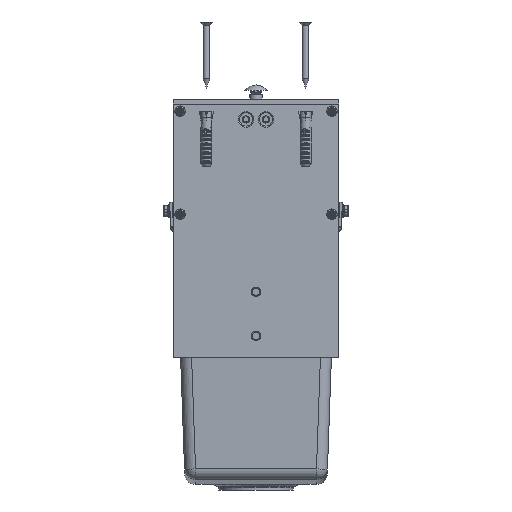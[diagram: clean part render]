
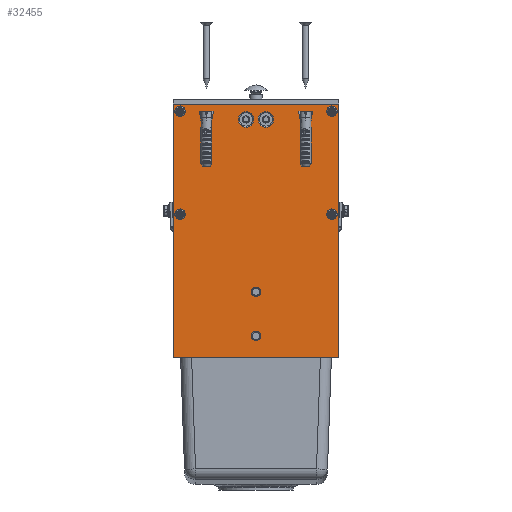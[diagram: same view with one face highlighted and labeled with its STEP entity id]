
A CAD part, front view. The second image highlights one B-rep face of the part: STEP entity #32455.
In plain terms, the highlighted planar face has unit normal (0, 1, 0).
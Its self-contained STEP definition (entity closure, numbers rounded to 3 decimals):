
#2818=LINE('',#61450,#5438);
#2866=LINE('',#61635,#5486);
#2868=LINE('',#61647,#5488);
#2869=LINE('',#61648,#5489);
#5438=VECTOR('',#42832,1000.);
#5486=VECTOR('',#42980,1000.);
#5488=VECTOR('',#42992,1000.);
#5489=VECTOR('',#42993,1000.);
#7613=PLANE('',#35172);
#14723=ORIENTED_EDGE('',*,*,#19938,.F.);
#14724=ORIENTED_EDGE('',*,*,#19940,.F.);
#14725=ORIENTED_EDGE('',*,*,#19944,.F.);
#14726=ORIENTED_EDGE('',*,*,#19942,.F.);
#14727=ORIENTED_EDGE('',*,*,#20037,.F.);
#14728=ORIENTED_EDGE('',*,*,#20038,.F.);
#14729=ORIENTED_EDGE('',*,*,#20039,.F.);
#14730=ORIENTED_EDGE('',*,*,#20040,.F.);
#14731=ORIENTED_EDGE('',*,*,#20041,.F.);
#14732=ORIENTED_EDGE('',*,*,#20035,.F.);
#14733=ORIENTED_EDGE('',*,*,#20042,.T.);
#14734=ORIENTED_EDGE('',*,*,#19955,.T.);
#19938=EDGE_CURVE('',#23766,#23766,#25113,.T.);
#19940=EDGE_CURVE('',#23768,#23768,#25115,.T.);
#19942=EDGE_CURVE('',#23770,#23770,#25117,.T.);
#19944=EDGE_CURVE('',#23772,#23772,#25119,.T.);
#19955=EDGE_CURVE('',#23784,#23782,#2818,.T.);
#20035=EDGE_CURVE('',#23846,#23847,#2866,.T.);
#20037=EDGE_CURVE('',#23848,#23848,#25153,.T.);
#20038=EDGE_CURVE('',#23849,#23849,#25154,.T.);
#20039=EDGE_CURVE('',#23850,#23850,#25155,.T.);
#20040=EDGE_CURVE('',#23851,#23851,#25156,.T.);
#20041=EDGE_CURVE('',#23847,#23782,#2868,.T.);
#20042=EDGE_CURVE('',#23846,#23784,#2869,.T.);
#23766=VERTEX_POINT('',#61406);
#23768=VERTEX_POINT('',#61411);
#23770=VERTEX_POINT('',#61416);
#23772=VERTEX_POINT('',#61421);
#23782=VERTEX_POINT('',#61448);
#23784=VERTEX_POINT('',#61451);
#23846=VERTEX_POINT('',#61634);
#23847=VERTEX_POINT('',#61636);
#23848=VERTEX_POINT('',#61640);
#23849=VERTEX_POINT('',#61642);
#23850=VERTEX_POINT('',#61644);
#23851=VERTEX_POINT('',#61646);
#25113=CIRCLE('',#35096,7.);
#25115=CIRCLE('',#35099,7.);
#25117=CIRCLE('',#35102,4.324);
#25119=CIRCLE('',#35105,4.324);
#25153=CIRCLE('',#35173,2.75);
#25154=CIRCLE('',#35174,2.75);
#25155=CIRCLE('',#35175,2.75);
#25156=CIRCLE('',#35176,2.75);
#26853=EDGE_LOOP('',(#14723));
#26854=EDGE_LOOP('',(#14724));
#26855=EDGE_LOOP('',(#14725));
#26856=EDGE_LOOP('',(#14726));
#26857=EDGE_LOOP('',(#14727));
#26858=EDGE_LOOP('',(#14728));
#26859=EDGE_LOOP('',(#14729));
#26860=EDGE_LOOP('',(#14730));
#26861=EDGE_LOOP('',(#14731,#14732,#14733,#14734));
#28645=FACE_BOUND('',#26853,.T.);
#28646=FACE_BOUND('',#26854,.T.);
#28647=FACE_BOUND('',#26855,.T.);
#28648=FACE_BOUND('',#26856,.T.);
#28649=FACE_BOUND('',#26857,.T.);
#28650=FACE_BOUND('',#26858,.T.);
#28651=FACE_BOUND('',#26859,.T.);
#28652=FACE_BOUND('',#26860,.T.);
#28653=FACE_BOUND('',#26861,.T.);
#32455=ADVANCED_FACE('',(#28645,#28646,#28647,#28648,#28649,#28650,#28651,
#28652,#28653),#7613,.T.);
#35096=AXIS2_PLACEMENT_3D('',#61405,#42779,#42780);
#35099=AXIS2_PLACEMENT_3D('',#61410,#42785,#42786);
#35102=AXIS2_PLACEMENT_3D('',#61415,#42791,#42792);
#35105=AXIS2_PLACEMENT_3D('',#61420,#42797,#42798);
#35172=AXIS2_PLACEMENT_3D('',#61638,#42982,#42983);
#35173=AXIS2_PLACEMENT_3D('',#61639,#42984,#42985);
#35174=AXIS2_PLACEMENT_3D('',#61641,#42986,#42987);
#35175=AXIS2_PLACEMENT_3D('',#61643,#42988,#42989);
#35176=AXIS2_PLACEMENT_3D('',#61645,#42990,#42991);
#42779=DIRECTION('',(0.,1.,0.));
#42780=DIRECTION('',(0.,0.,-1.));
#42785=DIRECTION('',(0.,1.,0.));
#42786=DIRECTION('',(0.,0.,-1.));
#42791=DIRECTION('',(0.,1.,0.));
#42792=DIRECTION('',(0.,0.,-1.));
#42797=DIRECTION('',(0.,1.,0.));
#42798=DIRECTION('',(0.,0.,-1.));
#42832=DIRECTION('',(1.,0.,0.));
#42980=DIRECTION('',(1.,0.,0.));
#42982=DIRECTION('',(0.,1.,0.));
#42983=DIRECTION('',(0.,0.,-1.));
#42984=DIRECTION('',(0.,1.,0.));
#42985=DIRECTION('',(0.,0.,-1.));
#42986=DIRECTION('',(0.,1.,0.));
#42987=DIRECTION('',(0.,0.,-1.));
#42988=DIRECTION('',(0.,1.,0.));
#42989=DIRECTION('',(0.,0.,-1.));
#42990=DIRECTION('',(0.,1.,0.));
#42991=DIRECTION('',(0.,0.,-1.));
#42992=DIRECTION('',(0.,0.,1.));
#42993=DIRECTION('',(0.,0.,1.));
#61405=CARTESIAN_POINT('',(-9.,-357.5,-18.5));
#61406=CARTESIAN_POINT('',(-9.,-357.5,-25.5));
#61410=CARTESIAN_POINT('',(9.,-357.5,-18.5));
#61411=CARTESIAN_POINT('',(9.,-357.5,-25.5));
#61415=CARTESIAN_POINT('',(0.,-357.5,-175.));
#61416=CARTESIAN_POINT('',(0.,-357.5,-179.324));
#61420=CARTESIAN_POINT('',(0.,-357.5,-215.));
#61421=CARTESIAN_POINT('',(0.,-357.5,-219.324));
#61448=CARTESIAN_POINT('',(75.,-357.5,-5.));
#61450=CARTESIAN_POINT('',(-75.,-357.5,-5.));
#61451=CARTESIAN_POINT('',(-75.,-357.5,-5.));
#61634=CARTESIAN_POINT('',(-75.,-357.5,-235.));
#61635=CARTESIAN_POINT('',(-75.,-357.5,-235.));
#61636=CARTESIAN_POINT('',(75.,-357.5,-235.));
#61638=CARTESIAN_POINT('',(-75.,-357.5,-235.));
#61639=CARTESIAN_POINT('',(69.,-357.5,-104.5));
#61640=CARTESIAN_POINT('',(69.,-357.5,-107.25));
#61641=CARTESIAN_POINT('',(69.,-357.5,-11.));
#61642=CARTESIAN_POINT('',(69.,-357.5,-13.75));
#61643=CARTESIAN_POINT('',(-69.,-357.5,-104.5));
#61644=CARTESIAN_POINT('',(-69.,-357.5,-107.25));
#61645=CARTESIAN_POINT('',(-69.,-357.5,-11.));
#61646=CARTESIAN_POINT('',(-69.,-357.5,-13.75));
#61647=CARTESIAN_POINT('',(75.,-357.5,-235.));
#61648=CARTESIAN_POINT('',(-75.,-357.5,-235.));
